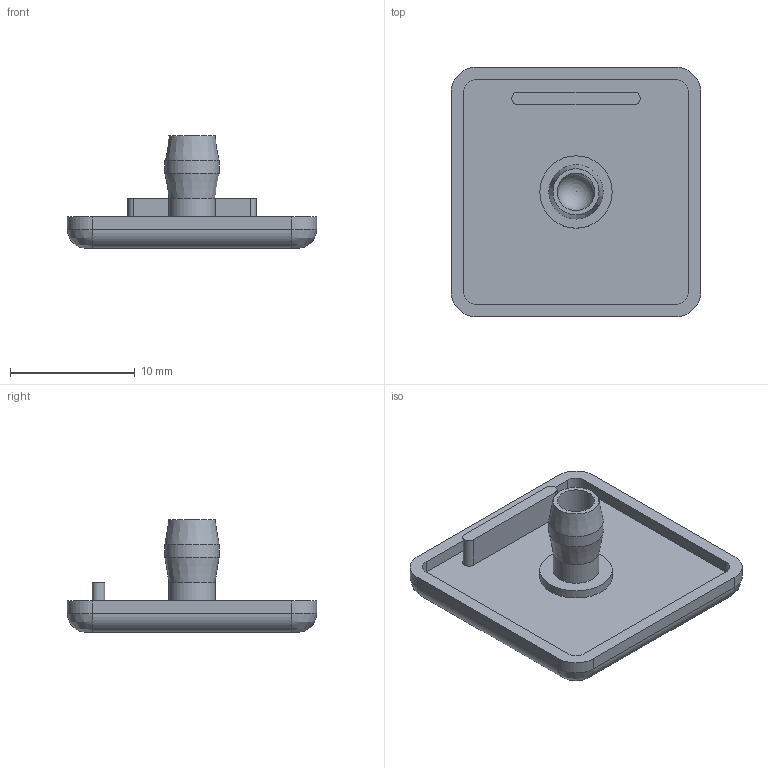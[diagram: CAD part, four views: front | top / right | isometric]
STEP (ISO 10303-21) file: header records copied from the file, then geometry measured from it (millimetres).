
FILE_DESCRIPTION((''),'2;1');
FILE_NAME('SZ0001S-A.stp','2013-08-19T13:11:20',('janine behrens'),(''),'Autodesk Inventor 2012','Autodesk Inventor 2012','');
FILE_SCHEMA(('AUTOMOTIVE_DESIGN { 1 0 10303 214 1 1 1 1 }'));
Length unit declared in the file: millimetre
Products named in the file (1): SZ0001S-A
Bounding box: 20 x 20 x 9 mm (x, y, z)
Volume: 718.8 mm3; surface area: 1211.7 mm2
Topology: 1 solids, 1 shells, 41 faces, 94 edges, 59 vertices
Faces by surface type: cylinder 18, plane 16, bspline 4, cone 2, sphere 1
Full cylindrical faces by diameter (mm): 3 x1, 3.7 x1, 4.35 x1, 5.8 x1
Entity records: 1296 total; most frequent: CARTESIAN_POINT 360, DIRECTION 202, ORIENTED_EDGE 170, EDGE_CURVE 85, AXIS2_PLACEMENT_3D 79, VERTEX_POINT 57, EDGE_LOOP 52, VECTOR 44
